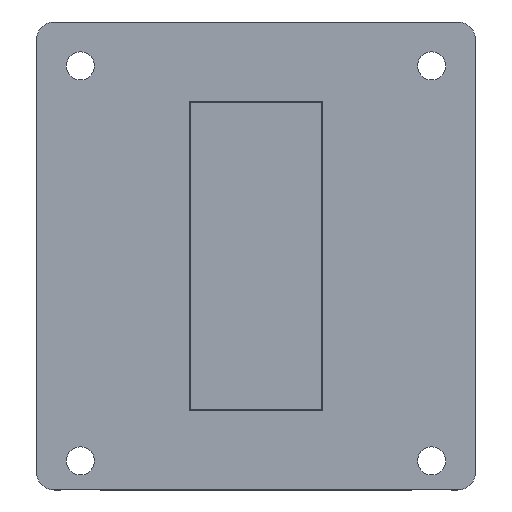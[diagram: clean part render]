
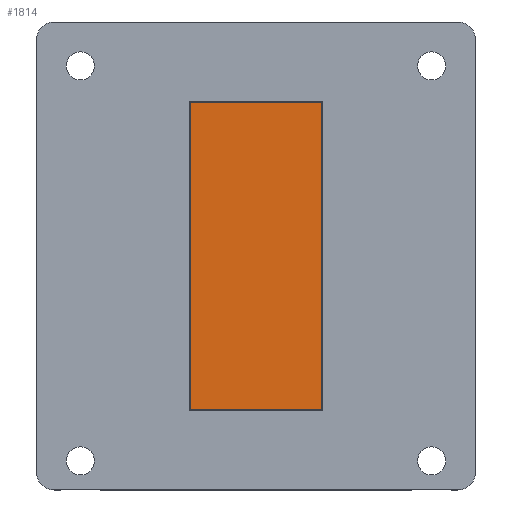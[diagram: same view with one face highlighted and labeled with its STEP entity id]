
A CAD part, top view. The second image highlights one B-rep face of the part: STEP entity #1814.
In plain terms, the highlighted face is planar.
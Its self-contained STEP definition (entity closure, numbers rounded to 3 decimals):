
#88 = EDGE_CURVE ( 'NONE', #4319, #3653, #3604, .T. ) ;
#101 = CARTESIAN_POINT ( 'NONE',  ( -7.5, -17.5, 0. ) ) ;
#158 = VECTOR ( 'NONE', #1795, 1000. ) ;
#381 = DIRECTION ( 'NONE',  ( 1., 0., 0. ) ) ;
#384 = CARTESIAN_POINT ( 'NONE',  ( -7.5, 17.5, 0. ) ) ;
#426 = ORIENTED_EDGE ( 'NONE', *, *, #3835, .F. ) ;
#519 = VERTEX_POINT ( 'NONE', #1413 ) ;
#533 = ORIENTED_EDGE ( 'NONE', *, *, #3108, .F. ) ;
#744 = LINE ( 'NONE', #3588, #2885 ) ;
#768 = EDGE_LOOP ( 'NONE', ( #426, #533, #2097, #4426 ) ) ;
#857 = VECTOR ( 'NONE', #982, 1000. ) ;
#982 = DIRECTION ( 'NONE',  ( 0., 1., 0. ) ) ;
#988 = CARTESIAN_POINT ( 'NONE',  ( -7.5, 17.5, 0. ) ) ;
#1079 = CARTESIAN_POINT ( 'NONE',  ( -7.5, -17.5, 0. ) ) ;
#1402 = PLANE ( 'NONE',  #1625 ) ;
#1413 = CARTESIAN_POINT ( 'NONE',  ( 7.5, -17.5, 0. ) ) ;
#1443 = FACE_OUTER_BOUND ( 'NONE', #768, .T. ) ;
#1625 = AXIS2_PLACEMENT_3D ( 'NONE', #3594, #3942, #2132 ) ;
#1795 = DIRECTION ( 'NONE',  ( 0., -1., 0. ) ) ;
#1814 = ADVANCED_FACE ( 'NONE', ( #1443 ), #1402, .T. ) ;
#2097 = ORIENTED_EDGE ( 'NONE', *, *, #88, .F. ) ;
#2132 = DIRECTION ( 'NONE',  ( -1., 0., 0. ) ) ;
#2382 = EDGE_CURVE ( 'NONE', #2913, #4319, #2477, .T. ) ;
#2477 = LINE ( 'NONE', #988, #2786 ) ;
#2786 = VECTOR ( 'NONE', #4542, 1000. ) ;
#2885 = VECTOR ( 'NONE', #381, 1000. ) ;
#2913 = VERTEX_POINT ( 'NONE', #3418 ) ;
#3108 = EDGE_CURVE ( 'NONE', #3653, #519, #744, .T. ) ;
#3418 = CARTESIAN_POINT ( 'NONE',  ( 7.5, 17.5, 0. ) ) ;
#3588 = CARTESIAN_POINT ( 'NONE',  ( -7.5, -17.5, 0. ) ) ;
#3594 = CARTESIAN_POINT ( 'NONE',  ( 0., 0., 0. ) ) ;
#3604 = LINE ( 'NONE', #1079, #158 ) ;
#3653 = VERTEX_POINT ( 'NONE', #101 ) ;
#3765 = LINE ( 'NONE', #4492, #857 ) ;
#3835 = EDGE_CURVE ( 'NONE', #519, #2913, #3765, .T. ) ;
#3942 = DIRECTION ( 'NONE',  ( 0., 0., -1. ) ) ;
#4319 = VERTEX_POINT ( 'NONE', #384 ) ;
#4426 = ORIENTED_EDGE ( 'NONE', *, *, #2382, .F. ) ;
#4492 = CARTESIAN_POINT ( 'NONE',  ( 7.5, -17.5, 0. ) ) ;
#4542 = DIRECTION ( 'NONE',  ( -1., 0., 0. ) ) ;
